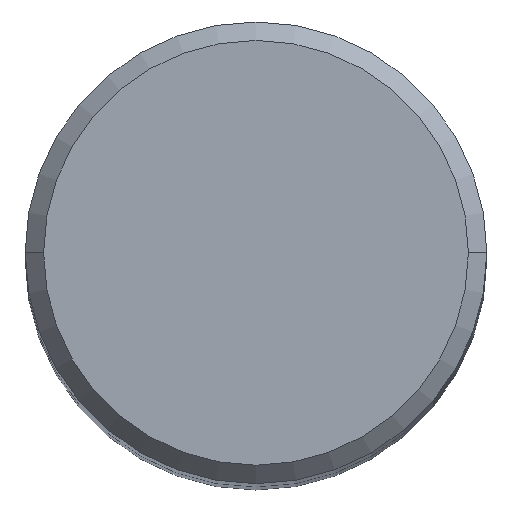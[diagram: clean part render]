
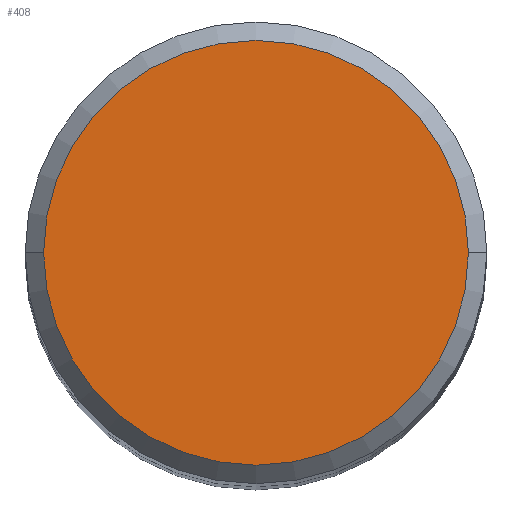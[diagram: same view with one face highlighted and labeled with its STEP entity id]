
A CAD part, top view. The second image highlights one B-rep face of the part: STEP entity #408.
In plain terms, the highlighted planar face has unit normal (0, 0, 1).
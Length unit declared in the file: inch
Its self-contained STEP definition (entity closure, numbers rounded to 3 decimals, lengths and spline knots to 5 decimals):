
#32 = CIRCLE ( 'NONE', #56, 0.23 ) ;
#53 = DIRECTION ( 'NONE',  ( 1., 0., 0. ) ) ;
#56 = AXIS2_PLACEMENT_3D ( 'NONE', #361, #403, #409 ) ;
#66 = FACE_OUTER_BOUND ( 'NONE', #322, .T. ) ;
#74 = VERTEX_POINT ( 'NONE', #291 ) ;
#80 = AXIS2_PLACEMENT_3D ( 'NONE', #308, #303, #53 ) ;
#164 = EDGE_CURVE ( 'NONE', #441, #74, #283, .T. ) ;
#183 = CARTESIAN_POINT ( 'NONE',  ( 0.23, 0., 0. ) ) ;
#213 = DIRECTION ( 'NONE',  ( 0., 0., -1. ) ) ;
#283 = CIRCLE ( 'NONE', #80, 0.23 ) ;
#291 = CARTESIAN_POINT ( 'NONE',  ( -0.23, 0., 0. ) ) ;
#303 = DIRECTION ( 'NONE',  ( 0., 0., 1. ) ) ;
#308 = CARTESIAN_POINT ( 'NONE',  ( 0., 0., 0. ) ) ;
#322 = EDGE_LOOP ( 'NONE', ( #351, #375 ) ) ;
#337 = DIRECTION ( 'NONE',  ( -1., 0., 0. ) ) ;
#351 = ORIENTED_EDGE ( 'NONE', *, *, #460, .T. ) ;
#361 = CARTESIAN_POINT ( 'NONE',  ( 0., 0., 0. ) ) ;
#375 = ORIENTED_EDGE ( 'NONE', *, *, #164, .T. ) ;
#378 = CARTESIAN_POINT ( 'NONE',  ( 0., 0.23, 0. ) ) ;
#403 = DIRECTION ( 'NONE',  ( 0., 0., 1. ) ) ;
#408 = ADVANCED_FACE ( 'NONE', ( #66 ), #413, .F. ) ;
#409 = DIRECTION ( 'NONE',  ( 1., 0., 0. ) ) ;
#413 = PLANE ( 'NONE',  #464 ) ;
#441 = VERTEX_POINT ( 'NONE', #183 ) ;
#460 = EDGE_CURVE ( 'NONE', #74, #441, #32, .T. ) ;
#464 = AXIS2_PLACEMENT_3D ( 'NONE', #378, #213, #337 ) ;
